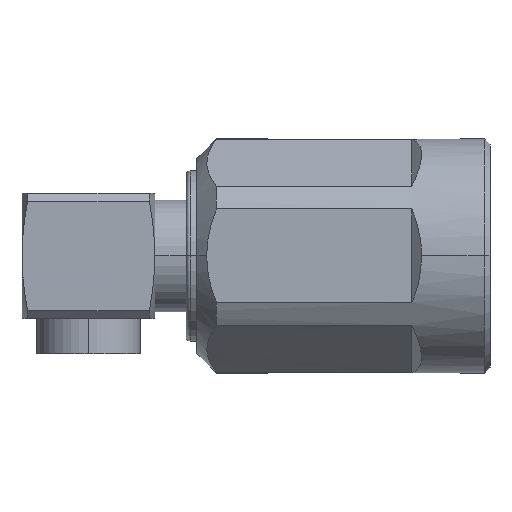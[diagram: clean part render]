
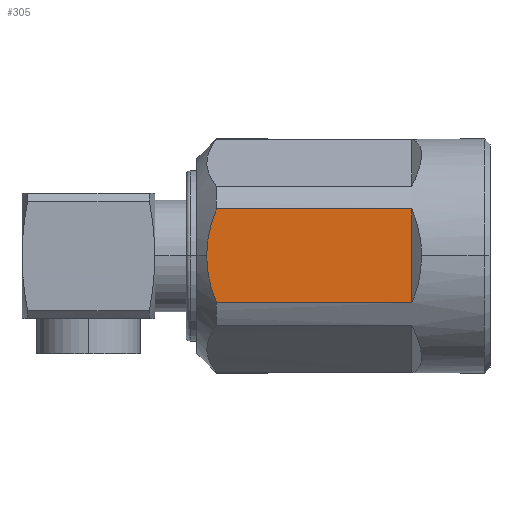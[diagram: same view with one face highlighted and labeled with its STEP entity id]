
A CAD part, top view. The second image highlights one B-rep face of the part: STEP entity #305.
In plain terms, the highlighted planar face has unit normal (0, 0, 1).
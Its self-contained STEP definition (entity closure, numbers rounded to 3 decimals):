
#1 = CARTESIAN_POINT ( 'NONE',  ( -14.402, 1.039, 5.501 ) ) ;
#80 = DIRECTION ( 'NONE',  ( 1., 0., 0. ) ) ;
#265 = ORIENTED_EDGE ( 'NONE', *, *, #7002, .F. ) ;
#305 = ADVANCED_FACE ( 'NONE', ( #11949 ), #9967, .T. ) ;
#371 = CARTESIAN_POINT ( 'NONE',  ( -14.281, 1.611, 5.501 ) ) ;
#499 = VECTOR ( 'NONE', #3093, 1000. ) ;
#575 = CARTESIAN_POINT ( 'NONE',  ( -14.149, -2.005, 5.5 ) ) ;
#690 = ORIENTED_EDGE ( 'NONE', *, *, #10205, .F. ) ;
#813 = DIRECTION ( 'NONE',  ( 0., 0., 1. ) ) ;
#882 = VERTEX_POINT ( 'NONE', #12316 ) ;
#982 = CARTESIAN_POINT ( 'NONE',  ( -14.441, 0.809, 5.501 ) ) ;
#1363 = CARTESIAN_POINT ( 'NONE',  ( -14.376, 1.168, 5.501 ) ) ;
#1451 = VECTOR ( 'NONE', #80, 1000. ) ;
#2692 = CARTESIAN_POINT ( 'NONE',  ( -14.079, -2.201, 5.5 ) ) ;
#3093 = DIRECTION ( 'NONE',  ( 0., -1., 0. ) ) ;
#3164 = CARTESIAN_POINT ( 'NONE',  ( -14.455, 0.708, 5.5 ) ) ;
#3377 = LINE ( 'NONE', #7243, #12963 ) ;
#3740 = CARTESIAN_POINT ( 'NONE',  ( -14.268, -1.616, 5.501 ) ) ;
#4017 = CARTESIAN_POINT ( 'NONE',  ( -14.387, 1.117, 5.501 ) ) ;
#4338 = CARTESIAN_POINT ( 'NONE',  ( -4., 2.398, 5.5 ) ) ;
#4560 = ORIENTED_EDGE ( 'NONE', *, *, #9683, .F. ) ;
#4676 = EDGE_CURVE ( 'NONE', #9149, #882, #9015, .T. ) ;
#5348 = ORIENTED_EDGE ( 'NONE', *, *, #4676, .F. ) ;
#5368 = CARTESIAN_POINT ( 'NONE',  ( -14.371, 1.196, 5.501 ) ) ;
#5509 = CARTESIAN_POINT ( 'NONE',  ( -14.5, -0.407, 5.5 ) ) ;
#5573 = CARTESIAN_POINT ( 'NONE',  ( -14.455, -0.809, 5.501 ) ) ;
#6083 = EDGE_LOOP ( 'NONE', ( #265, #7801, #5348, #4560, #690 ) ) ;
#6101 = CARTESIAN_POINT ( 'NONE',  ( -14.5, 0., 5.5 ) ) ;
#6372 = B_SPLINE_CURVE_WITH_KNOTS ( 'NONE', 3,
 ( #10004, #9025, #12178, #3164, #982, #7161, #1, #4017, #1363, #5368, #371, #8417, #11449 ),
 .UNSPECIFIED., .F., .F.,
 ( 4, 2, 2, 1, 2, 2, 4 ),
 ( 0.501, 0.626, 0.688, 0.72, 0.735, 0.751, 1. ),
 .UNSPECIFIED. ) ;
#6507 = EDGE_CURVE ( 'NONE', #882, #9937, #3377, .T. ) ;
#6703 = CARTESIAN_POINT ( 'NONE',  ( -14.353, -1.275, 5.501 ) ) ;
#7002 = EDGE_CURVE ( 'NONE', #9937, #7783, #9333, .T. ) ;
#7161 = CARTESIAN_POINT ( 'NONE',  ( -14.416, 0.963, 5.501 ) ) ;
#7243 = CARTESIAN_POINT ( 'NONE',  ( 0., -2.398, 5.5 ) ) ;
#7783 = VERTEX_POINT ( 'NONE', #6101 ) ;
#7801 = ORIENTED_EDGE ( 'NONE', *, *, #6507, .F. ) ;
#7922 = DIRECTION ( 'NONE',  ( 1., 0., 0. ) ) ;
#8417 = CARTESIAN_POINT ( 'NONE',  ( -14.159, 2., 5.5 ) ) ;
#9015 = LINE ( 'NONE', #10253, #499 ) ;
#9025 = CARTESIAN_POINT ( 'NONE',  ( -14.5, 0.203, 5.5 ) ) ;
#9149 = VERTEX_POINT ( 'NONE', #4338 ) ;
#9333 = B_SPLINE_CURVE_WITH_KNOTS ( 'NONE', 3,
 ( #11707, #2692, #575, #12640, #3740, #10598, #11523, #9725, #6703, #12701, #5573, #5509, #10529 ),
 .UNSPECIFIED., .F., .F.,
 ( 4, 2, 2, 1, 2, 2, 4 ),
 ( 0., 0.125, 0.188, 0.219, 0.235, 0.251, 0.501 ),
 .UNSPECIFIED. ) ;
#9683 = EDGE_CURVE ( 'NONE', #12274, #9149, #11680, .T. ) ;
#9725 = CARTESIAN_POINT ( 'NONE',  ( -14.342, -1.324, 5.501 ) ) ;
#9887 = CARTESIAN_POINT ( 'NONE',  ( 0., 2.398, 5.5 ) ) ;
#9937 = VERTEX_POINT ( 'NONE', #11791 ) ;
#9967 = PLANE ( 'NONE',  #10970 ) ;
#10004 = CARTESIAN_POINT ( 'NONE',  ( -14.5, 0., 5.5 ) ) ;
#10205 = EDGE_CURVE ( 'NONE', #7783, #12274, #6372, .T. ) ;
#10253 = CARTESIAN_POINT ( 'NONE',  ( -4., -5., 5.5 ) ) ;
#10359 = CARTESIAN_POINT ( 'NONE',  ( -14., 2.398, 5.5 ) ) ;
#10529 = CARTESIAN_POINT ( 'NONE',  ( -14.5, 0., 5.5 ) ) ;
#10598 = CARTESIAN_POINT ( 'NONE',  ( -14.306, -1.47, 5.501 ) ) ;
#10898 = CARTESIAN_POINT ( 'NONE',  ( -15.231, -5., 5.5 ) ) ;
#10970 = AXIS2_PLACEMENT_3D ( 'NONE', #10898, #813, #7922 ) ;
#11400 = DIRECTION ( 'NONE',  ( -1., 0., 0. ) ) ;
#11449 = CARTESIAN_POINT ( 'NONE',  ( -14., 2.398, 5.5 ) ) ;
#11523 = CARTESIAN_POINT ( 'NONE',  ( -14.325, -1.397, 5.501 ) ) ;
#11680 = LINE ( 'NONE', #9887, #1451 ) ;
#11707 = CARTESIAN_POINT ( 'NONE',  ( -14., -2.398, 5.5 ) ) ;
#11791 = CARTESIAN_POINT ( 'NONE',  ( -14., -2.398, 5.5 ) ) ;
#11949 = FACE_OUTER_BOUND ( 'NONE', #6083, .T. ) ;
#12178 = CARTESIAN_POINT ( 'NONE',  ( -14.489, 0.404, 5.5 ) ) ;
#12274 = VERTEX_POINT ( 'NONE', #10359 ) ;
#12316 = CARTESIAN_POINT ( 'NONE',  ( -4., -2.398, 5.5 ) ) ;
#12640 = CARTESIAN_POINT ( 'NONE',  ( -14.24, -1.713, 5.501 ) ) ;
#12701 = CARTESIAN_POINT ( 'NONE',  ( -14.358, -1.253, 5.501 ) ) ;
#12963 = VECTOR ( 'NONE', #11400, 1000. ) ;
